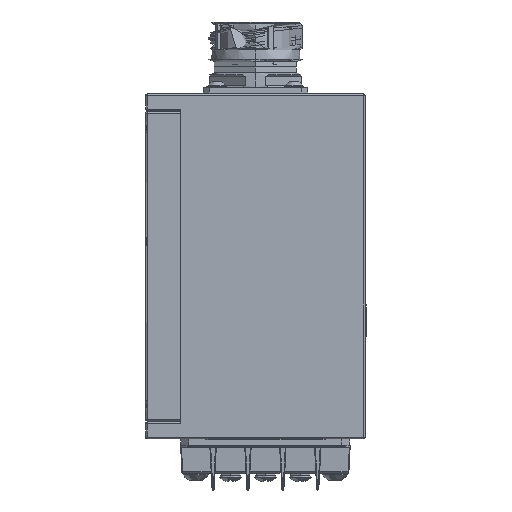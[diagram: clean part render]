
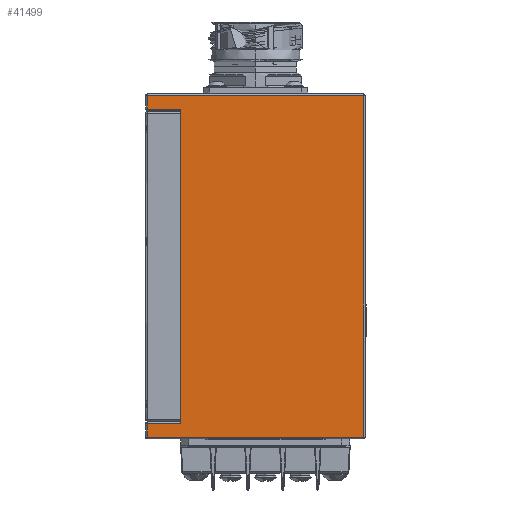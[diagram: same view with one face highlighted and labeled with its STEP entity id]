
A CAD part, left-side view. The second image highlights one B-rep face of the part: STEP entity #41499.
In plain terms, the highlighted planar face has unit normal (-1, 0, 0).
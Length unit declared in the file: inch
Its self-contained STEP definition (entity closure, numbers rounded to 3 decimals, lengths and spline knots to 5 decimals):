
#952 = CARTESIAN_POINT ( 'NONE',  ( -1.375, 1.375, -2.1425 ) ) ;
#1489 = DIRECTION ( 'NONE',  ( 0., 0., 1. ) ) ;
#5293 = LINE ( 'NONE', #15645, #151625 ) ;
#5589 = ORIENTED_EDGE ( 'NONE', *, *, #127920, .T. ) ;
#7852 = FACE_OUTER_BOUND ( 'NONE', #96256, .T. ) ;
#10707 = LINE ( 'NONE', #129231, #104956 ) ;
#11284 = LINE ( 'NONE', #155249, #70909 ) ;
#12506 = VECTOR ( 'NONE', #1489, 39.37008 ) ;
#15645 = CARTESIAN_POINT ( 'NONE',  ( -1.375, 1.375, -1.9725 ) ) ;
#20543 = EDGE_CURVE ( 'NONE', #32789, #155631, #57975, .T. ) ;
#21342 = ORIENTED_EDGE ( 'NONE', *, *, #74123, .T. ) ;
#22284 = PLANE ( 'NONE',  #157171 ) ;
#25434 = EDGE_CURVE ( 'NONE', #41326, #125686, #10707, .T. ) ;
#29781 = LINE ( 'NONE', #38575, #12506 ) ;
#30505 = LINE ( 'NONE', #31021, #61232 ) ;
#31021 = CARTESIAN_POINT ( 'NONE',  ( -1.375, 1.375, 1.9725 ) ) ;
#32285 = ORIENTED_EDGE ( 'NONE', *, *, #153209, .T. ) ;
#32405 = CARTESIAN_POINT ( 'NONE',  ( -1.375, 0.93925, -1.9925 ) ) ;
#32789 = VERTEX_POINT ( 'NONE', #146529 ) ;
#34685 = DIRECTION ( 'NONE',  ( 1., 0., 0. ) ) ;
#35736 = CARTESIAN_POINT ( 'NONE',  ( -1.375, 1.375, 2.1625 ) ) ;
#38575 = CARTESIAN_POINT ( 'NONE',  ( -1.375, -1.355, 2.1625 ) ) ;
#38766 = VECTOR ( 'NONE', #140235, 39.37008 ) ;
#41326 = VERTEX_POINT ( 'NONE', #78796 ) ;
#41356 = ORIENTED_EDGE ( 'NONE', *, *, #80546, .F. ) ;
#41479 = ORIENTED_EDGE ( 'NONE', *, *, #137877, .T. ) ;
#41499 = ADVANCED_FACE ( 'NONE', ( #7852 ), #22284, .F. ) ;
#43862 = DIRECTION ( 'NONE',  ( 0., 0., -1. ) ) ;
#56339 = CARTESIAN_POINT ( 'NONE',  ( -1.375, 0.93925, -1.9725 ) ) ;
#57975 = LINE ( 'NONE', #952, #38766 ) ;
#59583 = ORIENTED_EDGE ( 'NONE', *, *, #132924, .T. ) ;
#61232 = VECTOR ( 'NONE', #90195, 39.37008 ) ;
#65033 = DIRECTION ( 'NONE',  ( 0., 1., 0. ) ) ;
#66532 = VERTEX_POINT ( 'NONE', #130674 ) ;
#66737 = CARTESIAN_POINT ( 'NONE',  ( -1.375, 1.355, 2.1425 ) ) ;
#69689 = DIRECTION ( 'NONE',  ( 0., 0., -1. ) ) ;
#70909 = VECTOR ( 'NONE', #43862, 39.37008 ) ;
#74123 = EDGE_CURVE ( 'NONE', #155631, #41326, #29781, .T. ) ;
#74532 = LINE ( 'NONE', #32405, #91927 ) ;
#78796 = CARTESIAN_POINT ( 'NONE',  ( -1.375, -1.355, 2.1425 ) ) ;
#79099 = CARTESIAN_POINT ( 'NONE',  ( -1.375, 1.355, 2.1625 ) ) ;
#80546 = EDGE_CURVE ( 'NONE', #114815, #66532, #74532, .T. ) ;
#82697 = ORIENTED_EDGE ( 'NONE', *, *, #20543, .T. ) ;
#90195 = DIRECTION ( 'NONE',  ( 0., -1., 0. ) ) ;
#91927 = VECTOR ( 'NONE', #120586, 39.37008 ) ;
#96256 = EDGE_LOOP ( 'NONE', ( #41356, #59583, #5589, #82697, #21342, #113821, #41479, #32285 ) ) ;
#97982 = CARTESIAN_POINT ( 'NONE',  ( -1.375, 1.355, 1.9725 ) ) ;
#104956 = VECTOR ( 'NONE', #115272, 39.37008 ) ;
#113821 = ORIENTED_EDGE ( 'NONE', *, *, #25434, .T. ) ;
#114815 = VERTEX_POINT ( 'NONE', #56339 ) ;
#115272 = DIRECTION ( 'NONE',  ( 0., 1., 0. ) ) ;
#120586 = DIRECTION ( 'NONE',  ( 0., 0., 1. ) ) ;
#122870 = DIRECTION ( 'NONE',  ( 0., 1., 0. ) ) ;
#125686 = VERTEX_POINT ( 'NONE', #66737 ) ;
#127920 = EDGE_CURVE ( 'NONE', #134544, #32789, #127955, .T. ) ;
#127955 = LINE ( 'NONE', #79099, #156589 ) ;
#128505 = CARTESIAN_POINT ( 'NONE',  ( -1.375, -1.355, -2.1425 ) ) ;
#129231 = CARTESIAN_POINT ( 'NONE',  ( -1.375, 1.375, 2.1425 ) ) ;
#130674 = CARTESIAN_POINT ( 'NONE',  ( -1.375, 0.93925, 1.9725 ) ) ;
#132924 = EDGE_CURVE ( 'NONE', #114815, #134544, #5293, .T. ) ;
#134544 = VERTEX_POINT ( 'NONE', #153986 ) ;
#137877 = EDGE_CURVE ( 'NONE', #125686, #150438, #11284, .T. ) ;
#140235 = DIRECTION ( 'NONE',  ( 0., -1., 0. ) ) ;
#146529 = CARTESIAN_POINT ( 'NONE',  ( -1.375, 1.355, -2.1425 ) ) ;
#150438 = VERTEX_POINT ( 'NONE', #97982 ) ;
#151625 = VECTOR ( 'NONE', #65033, 39.37008 ) ;
#153209 = EDGE_CURVE ( 'NONE', #150438, #66532, #30505, .T. ) ;
#153986 = CARTESIAN_POINT ( 'NONE',  ( -1.375, 1.355, -1.9725 ) ) ;
#155249 = CARTESIAN_POINT ( 'NONE',  ( -1.375, 1.355, 2.1625 ) ) ;
#155631 = VERTEX_POINT ( 'NONE', #128505 ) ;
#156589 = VECTOR ( 'NONE', #69689, 39.37008 ) ;
#157171 = AXIS2_PLACEMENT_3D ( 'NONE', #35736, #34685, #122870 ) ;
